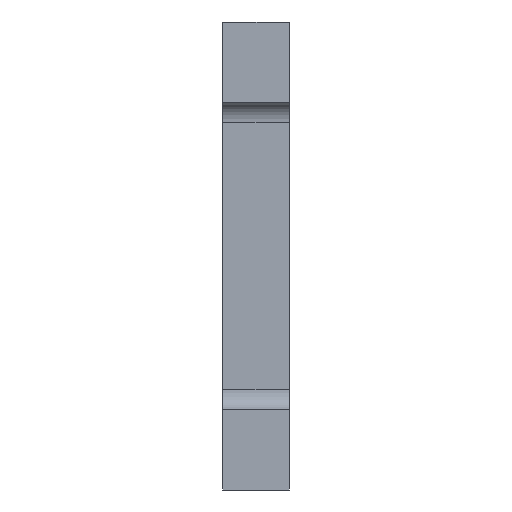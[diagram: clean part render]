
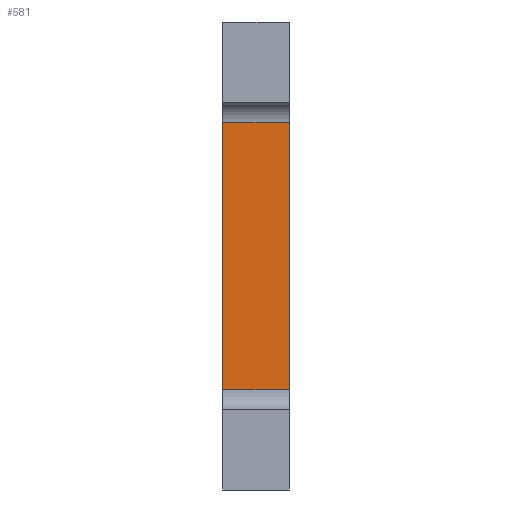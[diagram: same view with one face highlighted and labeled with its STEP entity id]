
A CAD part, left-side view. The second image highlights one B-rep face of the part: STEP entity #581.
In plain terms, the highlighted planar face has unit normal (-1, 0, 0).
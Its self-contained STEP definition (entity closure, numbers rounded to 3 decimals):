
#268 = ORIENTED_EDGE ( 'NONE', *, *, #1464, .T. ) ;
#278 = VECTOR ( 'NONE', #1352, 1000. ) ;
#289 = VERTEX_POINT ( 'NONE', #377 ) ;
#304 = EDGE_LOOP ( 'NONE', ( #1557, #1424, #268, #1186 ) ) ;
#306 = VERTEX_POINT ( 'NONE', #1124 ) ;
#377 = CARTESIAN_POINT ( 'NONE',  ( 55., 0., -55. ) ) ;
#391 = CARTESIAN_POINT ( 'NONE',  ( 55., 10., -58. ) ) ;
#488 = DIRECTION ( 'NONE',  ( 0., -1., 0. ) ) ;
#525 = CARTESIAN_POINT ( 'NONE',  ( 55., 0., -58. ) ) ;
#581 = ADVANCED_FACE ( 'NONE', ( #676 ), #671, .F. ) ;
#671 = PLANE ( 'NONE',  #1113 ) ;
#676 = FACE_OUTER_BOUND ( 'NONE', #304, .T. ) ;
#799 = LINE ( 'NONE', #1346, #278 ) ;
#807 = DIRECTION ( 'NONE',  ( 0., 0., -1. ) ) ;
#811 = CARTESIAN_POINT ( 'NONE',  ( 55., 10., -55. ) ) ;
#888 = LINE ( 'NONE', #1460, #984 ) ;
#932 = DIRECTION ( 'NONE',  ( 1., 0., 0. ) ) ;
#936 = DIRECTION ( 'NONE',  ( 0., 0., -1. ) ) ;
#946 = CARTESIAN_POINT ( 'NONE',  ( 55., 10., -15. ) ) ;
#954 = DIRECTION ( 'NONE',  ( 0., 0., -1. ) ) ;
#984 = VECTOR ( 'NONE', #488, 1000. ) ;
#995 = EDGE_CURVE ( 'NONE', #306, #1012, #799, .T. ) ;
#1012 = VERTEX_POINT ( 'NONE', #946 ) ;
#1025 = EDGE_CURVE ( 'NONE', #306, #289, #1495, .T. ) ;
#1039 = VERTEX_POINT ( 'NONE', #811 ) ;
#1083 = CARTESIAN_POINT ( 'NONE',  ( 55., 0., -58. ) ) ;
#1113 = AXIS2_PLACEMENT_3D ( 'NONE', #525, #932, #954 ) ;
#1124 = CARTESIAN_POINT ( 'NONE',  ( 55., 0., -15. ) ) ;
#1184 = VECTOR ( 'NONE', #936, 1000. ) ;
#1186 = ORIENTED_EDGE ( 'NONE', *, *, #1629, .T. ) ;
#1346 = CARTESIAN_POINT ( 'NONE',  ( 55., 10., -15. ) ) ;
#1352 = DIRECTION ( 'NONE',  ( 0., 1., 0. ) ) ;
#1424 = ORIENTED_EDGE ( 'NONE', *, *, #995, .T. ) ;
#1460 = CARTESIAN_POINT ( 'NONE',  ( 55., 0., -55. ) ) ;
#1464 = EDGE_CURVE ( 'NONE', #1012, #1039, #1633, .T. ) ;
#1495 = LINE ( 'NONE', #1083, #1611 ) ;
#1557 = ORIENTED_EDGE ( 'NONE', *, *, #1025, .F. ) ;
#1611 = VECTOR ( 'NONE', #807, 1000. ) ;
#1629 = EDGE_CURVE ( 'NONE', #1039, #289, #888, .T. ) ;
#1633 = LINE ( 'NONE', #391, #1184 ) ;
